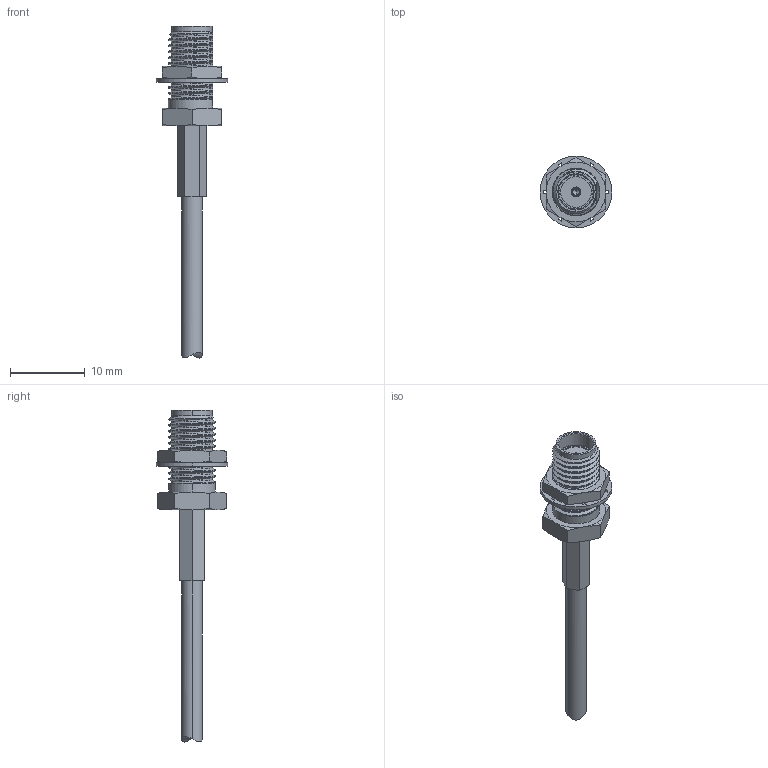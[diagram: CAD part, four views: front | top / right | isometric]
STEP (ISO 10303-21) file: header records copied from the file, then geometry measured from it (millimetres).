
FILE_DESCRIPTION(('STEP AP242'),'1');
FILE_NAME('733910260.stp','2025-10-10T07:35:51',('TraceParts'),('TraceParts S.A.S.'),'Spatial InterOp 3D',' ',' ');
FILE_SCHEMA(('AP242_MANAGED_MODEL_BASED_3D_ENGINEERING_MIM_LF {1 0 10303 442 1 1 4}'));
Length unit declared in the file: millimetre
Products named in the file (1): body1
Bounding box: 9.6 x 9.6 x 44.43 mm (x, y, z)
Volume: 658.4 mm3; surface area: 991.5 mm2
Topology: 1 solids, 1 shells, 235 faces, 690 edges, 439 vertices
Faces by surface type: cylinder 110, plane 75, cone 43, bspline 5, torus 2
Entity records: 36878 total; most frequent: CARTESIAN_POINT 29392, ORIENTED_EDGE 1376, DIRECTION 1101, EDGE_CURVE 688, VERTEX_POINT 439, AXIS2_PLACEMENT_3D 414, LINE 273, VECTOR 273
